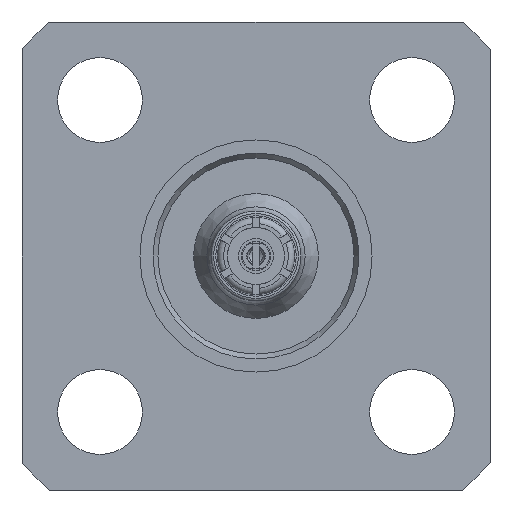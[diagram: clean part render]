
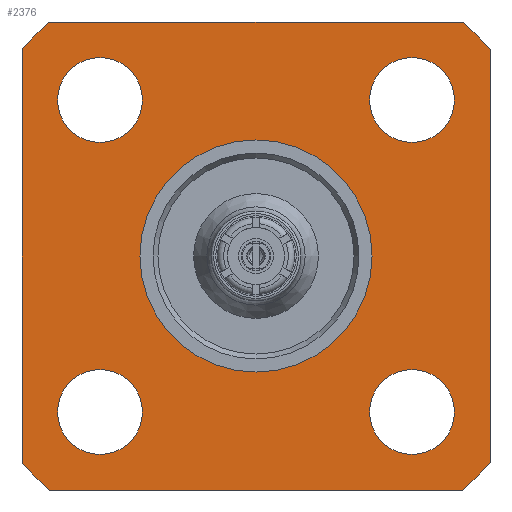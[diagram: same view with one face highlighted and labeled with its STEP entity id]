
A CAD part, left-side view. The second image highlights one B-rep face of the part: STEP entity #2376.
In plain terms, the highlighted planar face has unit normal (-1, 0, 0).
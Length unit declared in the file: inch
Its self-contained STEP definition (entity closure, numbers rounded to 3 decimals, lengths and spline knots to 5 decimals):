
#288=LINE('',#4499,#414);
#292=LINE('',#4508,#418);
#296=LINE('',#4517,#422);
#300=LINE('',#4526,#426);
#414=VECTOR('',#3300,0.3937);
#418=VECTOR('',#3306,0.3937);
#422=VECTOR('',#3312,0.3937);
#426=VECTOR('',#3318,0.3937);
#443=FACE_BOUND('',#723,.T.);
#444=FACE_BOUND('',#724,.T.);
#445=FACE_BOUND('',#725,.T.);
#446=FACE_BOUND('',#726,.T.);
#447=FACE_BOUND('',#727,.T.);
#578=FACE_OUTER_BOUND('',#722,.T.);
#722=EDGE_LOOP('',(#2137,#2138,#2139,#2140,#2141,#2142,#2143,#2144));
#723=EDGE_LOOP('',(#2145));
#724=EDGE_LOOP('',(#2146));
#725=EDGE_LOOP('',(#2147));
#726=EDGE_LOOP('',(#2148));
#727=EDGE_LOOP('',(#2149));
#870=CIRCLE('',#2650,0.034);
#872=CIRCLE('',#2653,0.034);
#874=CIRCLE('',#2656,0.034);
#876=CIRCLE('',#2659,0.034);
#877=CIRCLE('',#2665,0.25);
#878=CIRCLE('',#2666,0.25);
#879=CIRCLE('',#2667,0.25);
#880=CIRCLE('',#2668,0.25);
#881=CIRCLE('',#2669,0.093);
#1099=VERTEX_POINT('',#4475);
#1101=VERTEX_POINT('',#4481);
#1103=VERTEX_POINT('',#4487);
#1105=VERTEX_POINT('',#4493);
#1106=VERTEX_POINT('',#4497);
#1107=VERTEX_POINT('',#4498);
#1110=VERTEX_POINT('',#4506);
#1111=VERTEX_POINT('',#4507);
#1114=VERTEX_POINT('',#4515);
#1115=VERTEX_POINT('',#4516);
#1118=VERTEX_POINT('',#4524);
#1119=VERTEX_POINT('',#4525);
#1122=VERTEX_POINT('',#4537);
#1441=EDGE_CURVE('',#1099,#1099,#870,.T.);
#1444=EDGE_CURVE('',#1101,#1101,#872,.T.);
#1447=EDGE_CURVE('',#1103,#1103,#874,.T.);
#1450=EDGE_CURVE('',#1105,#1105,#876,.T.);
#1451=EDGE_CURVE('',#1106,#1107,#288,.T.);
#1455=EDGE_CURVE('',#1110,#1111,#292,.T.);
#1459=EDGE_CURVE('',#1114,#1115,#296,.T.);
#1463=EDGE_CURVE('',#1118,#1119,#300,.T.);
#1467=EDGE_CURVE('',#1114,#1107,#877,.T.);
#1468=EDGE_CURVE('',#1118,#1115,#878,.T.);
#1469=EDGE_CURVE('',#1110,#1119,#879,.T.);
#1470=EDGE_CURVE('',#1106,#1111,#880,.T.);
#1471=EDGE_CURVE('',#1122,#1122,#881,.T.);
#2137=ORIENTED_EDGE('',*,*,#1451,.T.);
#2138=ORIENTED_EDGE('',*,*,#1467,.F.);
#2139=ORIENTED_EDGE('',*,*,#1459,.T.);
#2140=ORIENTED_EDGE('',*,*,#1468,.F.);
#2141=ORIENTED_EDGE('',*,*,#1463,.T.);
#2142=ORIENTED_EDGE('',*,*,#1469,.F.);
#2143=ORIENTED_EDGE('',*,*,#1455,.T.);
#2144=ORIENTED_EDGE('',*,*,#1470,.F.);
#2145=ORIENTED_EDGE('',*,*,#1441,.T.);
#2146=ORIENTED_EDGE('',*,*,#1444,.T.);
#2147=ORIENTED_EDGE('',*,*,#1447,.T.);
#2148=ORIENTED_EDGE('',*,*,#1450,.T.);
#2149=ORIENTED_EDGE('',*,*,#1471,.T.);
#2249=PLANE('',#2664);
#2376=ADVANCED_FACE('',(#578,#443,#444,#445,#446,#447),#2249,.T.);
#2650=AXIS2_PLACEMENT_3D('',#4477,#3275,#3276);
#2653=AXIS2_PLACEMENT_3D('',#4483,#3282,#3283);
#2656=AXIS2_PLACEMENT_3D('',#4489,#3289,#3290);
#2659=AXIS2_PLACEMENT_3D('',#4495,#3296,#3297);
#2664=AXIS2_PLACEMENT_3D('',#4532,#3322,#3323);
#2665=AXIS2_PLACEMENT_3D('',#4533,#3324,#3325);
#2666=AXIS2_PLACEMENT_3D('',#4534,#3326,#3327);
#2667=AXIS2_PLACEMENT_3D('',#4535,#3328,#3329);
#2668=AXIS2_PLACEMENT_3D('',#4536,#3330,#3331);
#2669=AXIS2_PLACEMENT_3D('',#4538,#3332,#3333);
#3275=DIRECTION('center_axis',(1.,0.,0.));
#3276=DIRECTION('ref_axis',(0.,0.,-1.));
#3282=DIRECTION('center_axis',(1.,0.,0.));
#3283=DIRECTION('ref_axis',(0.,0.,-1.));
#3289=DIRECTION('center_axis',(1.,0.,0.));
#3290=DIRECTION('ref_axis',(0.,0.,-1.));
#3296=DIRECTION('center_axis',(1.,0.,0.));
#3297=DIRECTION('ref_axis',(0.,0.,-1.));
#3300=DIRECTION('',(0.,0.,1.));
#3306=DIRECTION('',(0.,-1.,0.));
#3312=DIRECTION('',(0.,1.,0.));
#3318=DIRECTION('',(0.,0.,-1.));
#3322=DIRECTION('center_axis',(-1.,0.,0.));
#3323=DIRECTION('ref_axis',(0.,0.,1.));
#3324=DIRECTION('center_axis',(1.,0.,0.));
#3325=DIRECTION('ref_axis',(0.,0.,-1.));
#3326=DIRECTION('center_axis',(1.,0.,0.));
#3327=DIRECTION('ref_axis',(0.,0.,-1.));
#3328=DIRECTION('center_axis',(1.,0.,0.));
#3329=DIRECTION('ref_axis',(0.,0.,-1.));
#3330=DIRECTION('center_axis',(1.,0.,0.));
#3331=DIRECTION('ref_axis',(0.,0.,-1.));
#3332=DIRECTION('center_axis',(1.,0.,0.));
#3333=DIRECTION('ref_axis',(0.,0.,-1.));
#4475=CARTESIAN_POINT('',(0.085,-0.125,-0.091));
#4477=CARTESIAN_POINT('Origin',(0.085,-0.125,-0.125));
#4481=CARTESIAN_POINT('',(0.085,0.125,-0.091));
#4483=CARTESIAN_POINT('Origin',(0.085,0.125,-0.125));
#4487=CARTESIAN_POINT('',(0.085,-0.125,0.159));
#4489=CARTESIAN_POINT('Origin',(0.085,-0.125,0.125));
#4493=CARTESIAN_POINT('',(0.085,0.125,0.159));
#4495=CARTESIAN_POINT('Origin',(0.085,0.125,0.125));
#4497=CARTESIAN_POINT('',(0.085,-0.1875,-0.16536));
#4498=CARTESIAN_POINT('',(0.085,-0.1875,0.16536));
#4499=CARTESIAN_POINT('',(0.085,-0.1875,0.08268));
#4506=CARTESIAN_POINT('',(0.085,0.16536,-0.1875));
#4507=CARTESIAN_POINT('',(0.085,-0.16536,-0.1875));
#4508=CARTESIAN_POINT('',(0.085,0.04232,-0.1875));
#4515=CARTESIAN_POINT('',(0.085,-0.16536,0.1875));
#4516=CARTESIAN_POINT('',(0.085,0.16536,0.1875));
#4517=CARTESIAN_POINT('',(0.085,0.20768,0.1875));
#4524=CARTESIAN_POINT('',(0.085,0.1875,0.16536));
#4525=CARTESIAN_POINT('',(0.085,0.1875,-0.16536));
#4526=CARTESIAN_POINT('',(0.085,0.1875,-0.08268));
#4532=CARTESIAN_POINT('Origin',(0.085,0.25,0.));
#4533=CARTESIAN_POINT('Origin',(0.085,0.,0.));
#4534=CARTESIAN_POINT('Origin',(0.085,0.,0.));
#4535=CARTESIAN_POINT('Origin',(0.085,0.,0.));
#4536=CARTESIAN_POINT('Origin',(0.085,0.,0.));
#4537=CARTESIAN_POINT('',(0.085,-0.093,0.));
#4538=CARTESIAN_POINT('Origin',(0.085,0.,0.));
